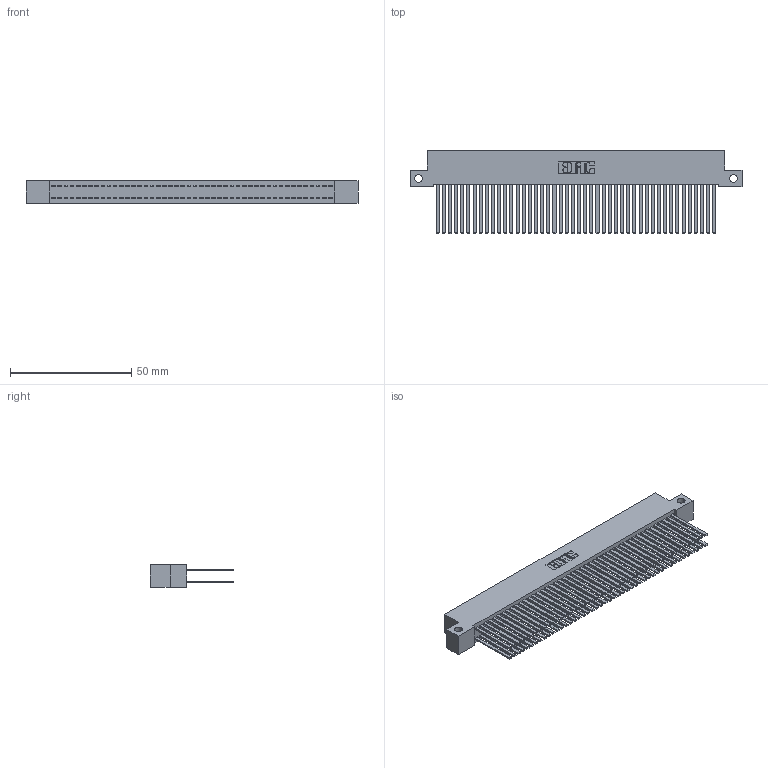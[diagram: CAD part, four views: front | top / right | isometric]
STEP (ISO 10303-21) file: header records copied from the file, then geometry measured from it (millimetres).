
FILE_DESCRIPTION (( 'STEP AP203' ), '1' );
FILE_NAME ('392-092-544-212.STEP', '2018-08-18T08:09:36', ( '' ), ( '' ), 'SwSTEP 2.0', 'SolidWorks 2016', '' );
FILE_SCHEMA (( 'CONFIG_CONTROL_DESIGN' ));
Length unit declared in the file: inch
Products named in the file (3): 342 Part_Side Mount; 345-292-001_345-293-144; 392-092-544-212
Assembly tree (93 placements, depth 2):
  392-092-544-212
    342 Part_Side Mount
    345-292-001_345-293-144  x92
Bounding box: 137.16 x 34.3 x 9.4 mm (x, y, z)
Volume: 13558.5 mm3; surface area: 25580.2 mm2
Topology: 93 solids, 93 shells, 4342 faces, 12903 edges, 8478 vertices
Faces by surface type: plane 3010, cylinder 1332
Entity records: 28763 total; most frequent: CARTESIAN_POINT 4758, ORIENTED_EDGE 4694, DIRECTION 4055, EDGE_CURVE 2347, VECTOR 2223, LINE 2223, VERTEX_POINT 1562, AXIS2_PLACEMENT_3D 916
